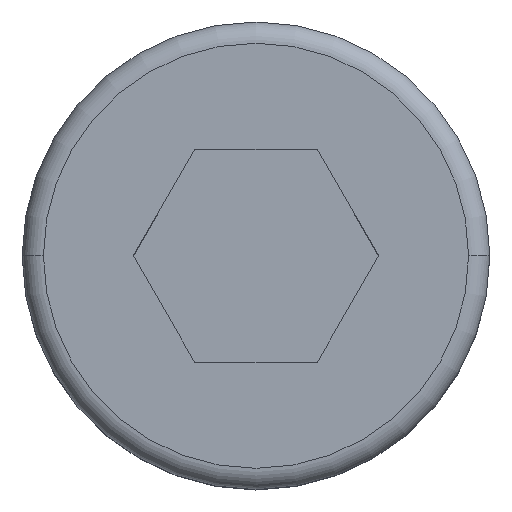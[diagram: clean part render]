
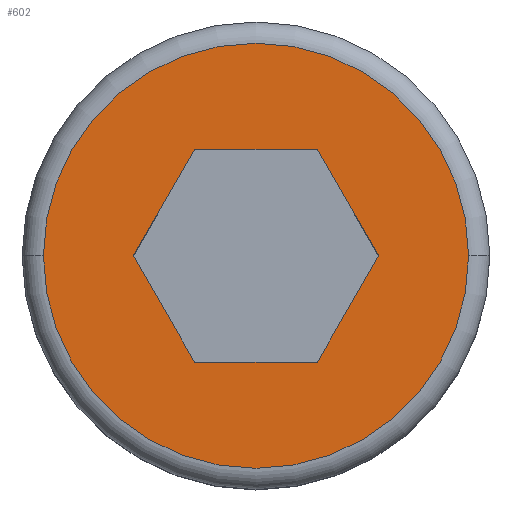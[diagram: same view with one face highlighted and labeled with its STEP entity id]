
A CAD part, top view. The second image highlights one B-rep face of the part: STEP entity #602.
In plain terms, the highlighted planar face has unit normal (0, 0, 1).
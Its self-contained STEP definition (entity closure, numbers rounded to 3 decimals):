
#7 = CARTESIAN_POINT ( 'NONE',  ( -1.443, 0., 3. ) ) ;
#10 = EDGE_CURVE ( 'NONE', #323, #49, #527, .T. ) ;
#12 = EDGE_LOOP ( 'NONE', ( #531, #283 ) ) ;
#16 = AXIS2_PLACEMENT_3D ( 'NONE', #275, #475, #234 ) ;
#17 = DIRECTION ( 'NONE',  ( 0., 0., 1. ) ) ;
#20 = LINE ( 'NONE', #574, #260 ) ;
#30 = CARTESIAN_POINT ( 'NONE',  ( 0.722, -1.25, 3. ) ) ;
#42 = CARTESIAN_POINT ( 'NONE',  ( -0.722, -1.25, 3. ) ) ;
#45 = VECTOR ( 'NONE', #261, 1000. ) ;
#49 = VERTEX_POINT ( 'NONE', #293 ) ;
#50 = PLANE ( 'NONE',  #16 ) ;
#51 = VERTEX_POINT ( 'NONE', #107 ) ;
#54 = ORIENTED_EDGE ( 'NONE', *, *, #316, .F. ) ;
#62 = FACE_OUTER_BOUND ( 'NONE', #12, .T. ) ;
#88 = VECTOR ( 'NONE', #133, 1000. ) ;
#96 = VERTEX_POINT ( 'NONE', #164 ) ;
#103 = ORIENTED_EDGE ( 'NONE', *, *, #409, .F. ) ;
#107 = CARTESIAN_POINT ( 'NONE',  ( 0.722, 1.25, 3. ) ) ;
#133 = DIRECTION ( 'NONE',  ( 0.5, -0.866, 0. ) ) ;
#143 = ORIENTED_EDGE ( 'NONE', *, *, #446, .F. ) ;
#154 = VERTEX_POINT ( 'NONE', #30 ) ;
#164 = CARTESIAN_POINT ( 'NONE',  ( 1.443, 0., 3. ) ) ;
#172 = DIRECTION ( 'NONE',  ( 1., 0., 0. ) ) ;
#175 = CARTESIAN_POINT ( 'NONE',  ( -0.722, 1.25, 3. ) ) ;
#179 = DIRECTION ( 'NONE',  ( -0.5, 0.866, 0. ) ) ;
#183 = AXIS2_PLACEMENT_3D ( 'NONE', #236, #426, #172 ) ;
#187 = ORIENTED_EDGE ( 'NONE', *, *, #384, .F. ) ;
#198 = DIRECTION ( 'NONE',  ( 1., 0., 0. ) ) ;
#205 = CIRCLE ( 'NONE', #183, 2.5 ) ;
#220 = LINE ( 'NONE', #175, #310 ) ;
#234 = DIRECTION ( 'NONE',  ( 1., 0., 0. ) ) ;
#236 = CARTESIAN_POINT ( 'NONE',  ( 0., 0., 3. ) ) ;
#249 = AXIS2_PLACEMENT_3D ( 'NONE', #337, #17, #198 ) ;
#252 = CARTESIAN_POINT ( 'NONE',  ( 0.722, -1.25, 3. ) ) ;
#253 = EDGE_CURVE ( 'NONE', #51, #482, #322, .T. ) ;
#260 = VECTOR ( 'NONE', #305, 1000. ) ;
#261 = DIRECTION ( 'NONE',  ( 0.5, 0.866, 0. ) ) ;
#275 = CARTESIAN_POINT ( 'NONE',  ( 0., 0., 3. ) ) ;
#283 = ORIENTED_EDGE ( 'NONE', *, *, #10, .T. ) ;
#287 = EDGE_CURVE ( 'NONE', #154, #96, #353, .T. ) ;
#293 = CARTESIAN_POINT ( 'NONE',  ( 2.5, 0., 3. ) ) ;
#305 = DIRECTION ( 'NONE',  ( 1., 0., 0. ) ) ;
#310 = VECTOR ( 'NONE', #411, 1000. ) ;
#316 = EDGE_CURVE ( 'NONE', #431, #154, #20, .T. ) ;
#322 = LINE ( 'NONE', #567, #551 ) ;
#323 = VERTEX_POINT ( 'NONE', #599 ) ;
#329 = EDGE_LOOP ( 'NONE', ( #103, #563, #54, #143, #187, #428 ) ) ;
#334 = VERTEX_POINT ( 'NONE', #7 ) ;
#337 = CARTESIAN_POINT ( 'NONE',  ( 0., 0., 3. ) ) ;
#352 = VECTOR ( 'NONE', #179, 1000. ) ;
#353 = LINE ( 'NONE', #252, #45 ) ;
#358 = EDGE_CURVE ( 'NONE', #49, #323, #205, .T. ) ;
#381 = FACE_BOUND ( 'NONE', #329, .T. ) ;
#384 = EDGE_CURVE ( 'NONE', #482, #334, #220, .T. ) ;
#408 = LINE ( 'NONE', #507, #352 ) ;
#409 = EDGE_CURVE ( 'NONE', #96, #51, #408, .T. ) ;
#411 = DIRECTION ( 'NONE',  ( -0.5, -0.866, 0. ) ) ;
#426 = DIRECTION ( 'NONE',  ( 0., 0., 1. ) ) ;
#428 = ORIENTED_EDGE ( 'NONE', *, *, #253, .F. ) ;
#431 = VERTEX_POINT ( 'NONE', #42 ) ;
#446 = EDGE_CURVE ( 'NONE', #334, #431, #604, .T. ) ;
#475 = DIRECTION ( 'NONE',  ( 0., 0., 1. ) ) ;
#482 = VERTEX_POINT ( 'NONE', #505 ) ;
#505 = CARTESIAN_POINT ( 'NONE',  ( -0.722, 1.25, 3. ) ) ;
#507 = CARTESIAN_POINT ( 'NONE',  ( 1.443, 0., 3. ) ) ;
#519 = DIRECTION ( 'NONE',  ( -1., 0., 0. ) ) ;
#527 = CIRCLE ( 'NONE', #249, 2.5 ) ;
#531 = ORIENTED_EDGE ( 'NONE', *, *, #358, .T. ) ;
#551 = VECTOR ( 'NONE', #519, 1000. ) ;
#555 = CARTESIAN_POINT ( 'NONE',  ( -1.443, 0., 3. ) ) ;
#563 = ORIENTED_EDGE ( 'NONE', *, *, #287, .F. ) ;
#567 = CARTESIAN_POINT ( 'NONE',  ( 0.722, 1.25, 3. ) ) ;
#574 = CARTESIAN_POINT ( 'NONE',  ( -0.722, -1.25, 3. ) ) ;
#599 = CARTESIAN_POINT ( 'NONE',  ( -2.5, 0., 3. ) ) ;
#602 = ADVANCED_FACE ( 'NONE', ( #381, #62 ), #50, .T. ) ;
#604 = LINE ( 'NONE', #555, #88 ) ;
